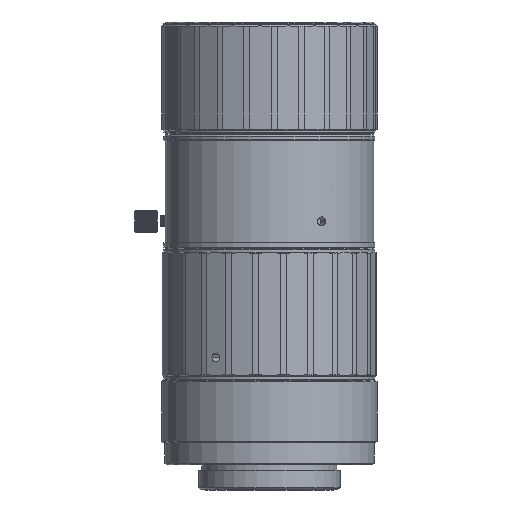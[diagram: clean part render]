
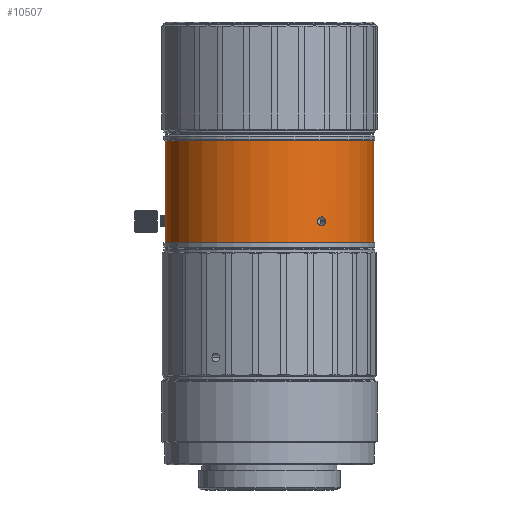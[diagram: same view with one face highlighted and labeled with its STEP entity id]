
A CAD part, left-side view. The second image highlights one B-rep face of the part: STEP entity #10507.
In plain terms, the highlighted cylindrical face has radius 18.7 mm (diameter 37.4 mm), a partial arc.
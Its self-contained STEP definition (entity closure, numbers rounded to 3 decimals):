
#280 = CARTESIAN_POINT ( 'NONE',  ( -16.298, -9.17, -9.484 ) ) ;
#374 = CARTESIAN_POINT ( 'NONE',  ( -15.834, -9.948, -9.108 ) ) ;
#502 = DIRECTION ( 'NONE',  ( 0., 0., 1. ) ) ;
#539 = CARTESIAN_POINT ( 'NONE',  ( -0.491, 18.694, -9.344 ) ) ;
#628 = CARTESIAN_POINT ( 'NONE',  ( 0., 18.7, -9.504 ) ) ;
#712 = CARTESIAN_POINT ( 'NONE',  ( -0.404, 18.696, -8.006 ) ) ;
#1045 = CARTESIAN_POINT ( 'NONE',  ( 0., 18.7, -12.504 ) ) ;
#1794 = DIRECTION ( 'NONE',  ( 0., 0., 1. ) ) ;
#1928 = VERTEX_POINT ( 'NONE', #3922 ) ;
#2137 = CARTESIAN_POINT ( 'NONE',  ( -0.106, 18.7, -7.904 ) ) ;
#2299 = ORIENTED_EDGE ( 'NONE', *, *, #4897, .T. ) ;
#2335 = CARTESIAN_POINT ( 'NONE',  ( -16.393, -8.998, -9.403 ) ) ;
#2594 = CARTESIAN_POINT ( 'NONE',  ( -0.405, 18.696, -9.402 ) ) ;
#2767 = CARTESIAN_POINT ( 'NONE',  ( -0.8, 18.683, -8.81 ) ) ;
#3080 = CARTESIAN_POINT ( 'NONE',  ( -16.58, -8.649, -8.704 ) ) ;
#3922 = CARTESIAN_POINT ( 'NONE',  ( -15.78, -10.034, -8.704 ) ) ;
#4019 = ORIENTED_EDGE ( 'NONE', *, *, #26161, .T. ) ;
#4834 = AXIS2_PLACEMENT_3D ( 'NONE', #20236, #24394, #16157 ) ;
#4856 = CARTESIAN_POINT ( 'NONE',  ( -15.989, -9.698, -8.006 ) ) ;
#4897 = EDGE_CURVE ( 'NONE', #15226, #21214, #24723, .T. ) ;
#6141 = FACE_BOUND ( 'NONE', #23858, .T. ) ;
#6479 = CARTESIAN_POINT ( 'NONE',  ( -16.57, -8.667, -8.913 ) ) ;
#6537 = CARTESIAN_POINT ( 'NONE',  ( -0.209, 18.699, -9.484 ) ) ;
#7096 = CYLINDRICAL_SURFACE ( 'NONE', #19873, 18.7 ) ;
#7125 = CARTESIAN_POINT ( 'NONE',  ( -16.533, -8.739, -8.3 ) ) ;
#7205 = CARTESIAN_POINT ( 'NONE',  ( -16.434, -8.922, -8.064 ) ) ;
#7248 = LINE ( 'NONE', #25969, #17039 ) ;
#8248 = CARTESIAN_POINT ( 'NONE',  ( 0., -18.7, -11.467 ) ) ;
#8309 = CARTESIAN_POINT ( 'NONE',  ( -15.78, -10.034, -8.704 ) ) ;
#8863 = CARTESIAN_POINT ( 'NONE',  ( -15.78, -10.034, -8.492 ) ) ;
#9004 = B_SPLINE_CURVE_WITH_KNOTS ( 'NONE', 3,
 ( #20574, #2137, #12691, #712, #12608, #10589, #10766, #2767, #14630, #20924, #16841, #539, #2594, #6537, #14801, #628 ),
 .UNSPECIFIED., .F., .F.,
 ( 4, 2, 2, 2, 2, 2, 2, 4 ),
 ( 0.5, 0.563, 0.625, 0.75, 0.813, 0.875, 0.938, 1. ),
 .UNSPECIFIED. ) ;
#9202 = CARTESIAN_POINT ( 'NONE',  ( -16.393, -8.998, -8.006 ) ) ;
#9209 = CARTESIAN_POINT ( 'NONE',  ( 0., -18.7, -12.504 ) ) ;
#9245 = EDGE_CURVE ( 'NONE', #20469, #10443, #9320, .T. ) ;
#9320 = CIRCLE ( 'NONE', #4834, 18.7 ) ;
#9456 = DIRECTION ( 'NONE',  ( 0., 0., 1. ) ) ;
#9577 = VECTOR ( 'NONE', #9456, 1000. ) ;
#9873 = VERTEX_POINT ( 'NONE', #25417 ) ;
#9936 = DIRECTION ( 'NONE',  ( 0., 1., 0. ) ) ;
#10174 = EDGE_CURVE ( 'NONE', #21214, #10443, #10244, .T. ) ;
#10244 = LINE ( 'NONE', #8248, #17520 ) ;
#10344 = CARTESIAN_POINT ( 'NONE',  ( -16.088, -9.534, -9.504 ) ) ;
#10443 = VERTEX_POINT ( 'NONE', #25939 ) ;
#10507 = ADVANCED_FACE ( 'NONE', ( #6141, #21949 ), #7096, .T. ) ;
#10589 = CARTESIAN_POINT ( 'NONE',  ( -0.715, 18.687, -8.288 ) ) ;
#10766 = CARTESIAN_POINT ( 'NONE',  ( -0.8, 18.683, -8.492 ) ) ;
#10902 = ORIENTED_EDGE ( 'NONE', *, *, #17349, .F. ) ;
#11088 = EDGE_CURVE ( 'NONE', #1928, #19206, #13560, .T. ) ;
#11180 = VERTEX_POINT ( 'NONE', #17123 ) ;
#11251 = CARTESIAN_POINT ( 'NONE',  ( -16.247, -9.259, -7.904 ) ) ;
#12190 = CARTESIAN_POINT ( 'NONE',  ( 0., 18.7, -11.467 ) ) ;
#12363 = CARTESIAN_POINT ( 'NONE',  ( -16.248, -9.258, -9.504 ) ) ;
#12447 = CARTESIAN_POINT ( 'NONE',  ( -15.78, -10.034, -8.81 ) ) ;
#12608 = CARTESIAN_POINT ( 'NONE',  ( -0.491, 18.694, -8.064 ) ) ;
#12684 = ORIENTED_EDGE ( 'NONE', *, *, #9245, .F. ) ;
#12691 = CARTESIAN_POINT ( 'NONE',  ( -0.208, 18.699, -7.925 ) ) ;
#12741 = ORIENTED_EDGE ( 'NONE', *, *, #11088, .T. ) ;
#13111 = EDGE_LOOP ( 'NONE', ( #2299, #22566, #12684, #24214, #24210, #10902 ) ) ;
#13560 = B_SPLINE_CURVE_WITH_KNOTS ( 'NONE', 3,
 ( #8309, #12447, #16680, #374, #14396, #22449, #10344, #12363, #280, #2335, #18540, #16427, #22541, #6479, #14478, #22628 ),
 .UNSPECIFIED., .F., .F.,
 ( 4, 2, 2, 2, 2, 2, 2, 4 ),
 ( 0.5, 0.563, 0.625, 0.75, 0.813, 0.875, 0.938, 1. ),
 .UNSPECIFIED. ) ;
#14396 = CARTESIAN_POINT ( 'NONE',  ( -15.865, -9.899, -9.195 ) ) ;
#14478 = CARTESIAN_POINT ( 'NONE',  ( -16.58, -8.649, -8.81 ) ) ;
#14502 = B_SPLINE_CURVE_WITH_KNOTS ( 'NONE', 3,
 ( #3080, #25303, #19188, #7125, #21337, #7205, #9202, #23361, #11251, #25394, #16905, #4856, #18925, #20991, #8863, #23018 ),
 .UNSPECIFIED., .F., .F.,
 ( 4, 2, 2, 2, 2, 2, 2, 4 ),
 ( 0., 0.063, 0.125, 0.188, 0.25, 0.313, 0.375, 0.5 ),
 .UNSPECIFIED. ) ;
#14630 = CARTESIAN_POINT ( 'NONE',  ( -0.78, 18.684, -8.912 ) ) ;
#14801 = CARTESIAN_POINT ( 'NONE',  ( -0.106, 18.7, -9.504 ) ) ;
#15226 = VERTEX_POINT ( 'NONE', #1045 ) ;
#16157 = DIRECTION ( 'NONE',  ( 0., 1., 0. ) ) ;
#16427 = CARTESIAN_POINT ( 'NONE',  ( -16.505, -8.79, -9.195 ) ) ;
#16680 = CARTESIAN_POINT ( 'NONE',  ( -15.791, -10.017, -8.913 ) ) ;
#16841 = CARTESIAN_POINT ( 'NONE',  ( -0.641, 18.689, -9.194 ) ) ;
#16905 = CARTESIAN_POINT ( 'NONE',  ( -16.09, -9.53, -7.925 ) ) ;
#16985 = CARTESIAN_POINT ( 'NONE',  ( -16.58, -8.649, -8.704 ) ) ;
#17039 = VECTOR ( 'NONE', #1794, 1000. ) ;
#17123 = CARTESIAN_POINT ( 'NONE',  ( 0., 18.7, -7.904 ) ) ;
#17349 = EDGE_CURVE ( 'NONE', #15226, #9873, #7248, .T. ) ;
#17520 = VECTOR ( 'NONE', #22397, 1000. ) ;
#17744 = AXIS2_PLACEMENT_3D ( 'NONE', #20271, #502, #18659 ) ;
#18043 = CARTESIAN_POINT ( 'NONE',  ( 0., 0., -11.467 ) ) ;
#18540 = CARTESIAN_POINT ( 'NONE',  ( -16.434, -8.923, -9.346 ) ) ;
#18641 = EDGE_CURVE ( 'NONE', #11180, #9873, #9004, .T. ) ;
#18659 = DIRECTION ( 'NONE',  ( 0., 1., 0. ) ) ;
#18925 = CARTESIAN_POINT ( 'NONE',  ( -15.944, -9.772, -8.064 ) ) ;
#19188 = CARTESIAN_POINT ( 'NONE',  ( -16.571, -8.666, -8.496 ) ) ;
#19206 = VERTEX_POINT ( 'NONE', #16985 ) ;
#19873 = AXIS2_PLACEMENT_3D ( 'NONE', #18043, #22665, #9936 ) ;
#20019 = LINE ( 'NONE', #12190, #9577 ) ;
#20236 = CARTESIAN_POINT ( 'NONE',  ( 0., 0., 5.796 ) ) ;
#20271 = CARTESIAN_POINT ( 'NONE',  ( 0., 0., -12.504 ) ) ;
#20469 = VERTEX_POINT ( 'NONE', #24352 ) ;
#20574 = CARTESIAN_POINT ( 'NONE',  ( 0., 18.7, -7.904 ) ) ;
#20924 = CARTESIAN_POINT ( 'NONE',  ( -0.699, 18.687, -9.108 ) ) ;
#20991 = CARTESIAN_POINT ( 'NONE',  ( -15.825, -9.963, -8.289 ) ) ;
#21214 = VERTEX_POINT ( 'NONE', #9209 ) ;
#21337 = CARTESIAN_POINT ( 'NONE',  ( -16.506, -8.79, -8.214 ) ) ;
#21949 = FACE_OUTER_BOUND ( 'NONE', #13111, .T. ) ;
#22397 = DIRECTION ( 'NONE',  ( 0., 0., 1. ) ) ;
#22449 = CARTESIAN_POINT ( 'NONE',  ( -15.983, -9.709, -9.419 ) ) ;
#22541 = CARTESIAN_POINT ( 'NONE',  ( -16.532, -8.739, -9.11 ) ) ;
#22566 = ORIENTED_EDGE ( 'NONE', *, *, #10174, .T. ) ;
#22628 = CARTESIAN_POINT ( 'NONE',  ( -16.58, -8.649, -8.704 ) ) ;
#22665 = DIRECTION ( 'NONE',  ( 0., 0., 1. ) ) ;
#23018 = CARTESIAN_POINT ( 'NONE',  ( -15.78, -10.034, -8.704 ) ) ;
#23361 = CARTESIAN_POINT ( 'NONE',  ( -16.298, -9.169, -7.925 ) ) ;
#23858 = EDGE_LOOP ( 'NONE', ( #4019, #12741 ) ) ;
#23862 = EDGE_CURVE ( 'NONE', #11180, #20469, #20019, .T. ) ;
#24210 = ORIENTED_EDGE ( 'NONE', *, *, #18641, .T. ) ;
#24214 = ORIENTED_EDGE ( 'NONE', *, *, #23862, .F. ) ;
#24352 = CARTESIAN_POINT ( 'NONE',  ( 0., 18.7, 5.796 ) ) ;
#24394 = DIRECTION ( 'NONE',  ( 0., 0., 1. ) ) ;
#24723 = CIRCLE ( 'NONE', #17744, 18.7 ) ;
#25303 = CARTESIAN_POINT ( 'NONE',  ( -16.58, -8.649, -8.598 ) ) ;
#25394 = CARTESIAN_POINT ( 'NONE',  ( -16.142, -9.442, -7.904 ) ) ;
#25417 = CARTESIAN_POINT ( 'NONE',  ( 0., 18.7, -9.504 ) ) ;
#25939 = CARTESIAN_POINT ( 'NONE',  ( 0., -18.7, 5.796 ) ) ;
#25969 = CARTESIAN_POINT ( 'NONE',  ( 0., 18.7, -11.467 ) ) ;
#26161 = EDGE_CURVE ( 'NONE', #19206, #1928, #14502, .T. ) ;
